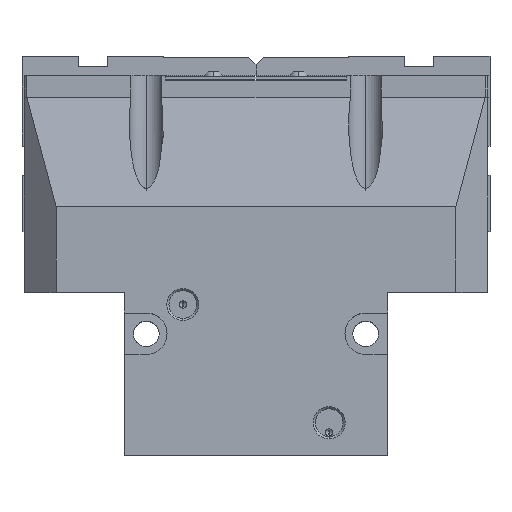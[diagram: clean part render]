
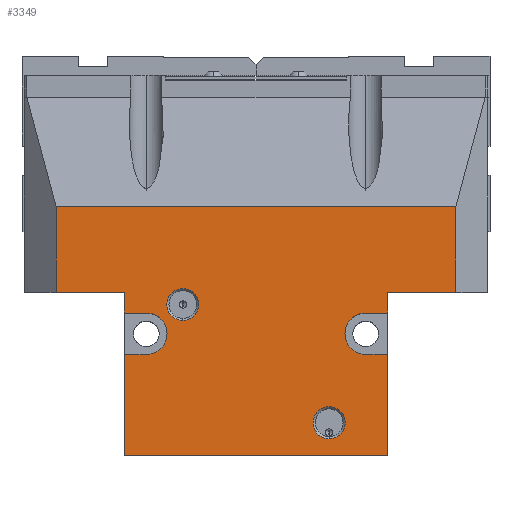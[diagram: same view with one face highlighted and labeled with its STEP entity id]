
A CAD part, top view. The second image highlights one B-rep face of the part: STEP entity #3349.
In plain terms, the highlighted planar face has unit normal (0, 0, 1).
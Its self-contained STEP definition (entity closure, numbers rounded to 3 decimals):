
#2113 = EDGE_CURVE( '', #4855, #2245, #5873, .T. );
#2123 = VERTEX_POINT( '', #5883 );
#2245 = VERTEX_POINT( '', #6024 );
#2397 = EDGE_CURVE( '', #2903, #3249, #6195, .T. );
#2425 = VERTEX_POINT( '', #6226 );
#2513 = VERTEX_POINT( '', #6318 );
#2537 = EDGE_CURVE( '', #2513, #5143, #6344, .T. );
#2753 = EDGE_CURVE( '', #3739, #3953, #6590, .T. );
#2903 = VERTEX_POINT( '', #6757 );
#2925 = VERTEX_POINT( '', #6781 );
#2935 = VERTEX_POINT( '', #6793 );
#3061 = EDGE_CURVE( '', #3639, #2123, #6935, .T. );
#3249 = VERTEX_POINT( '', #7148 );
#3329 = EDGE_CURVE( '', #4723, #2935, #7239, .T. );
#3349 = ADVANCED_FACE( '', ( #7261, #7262, #7263 ), #7264, .T. );
#3557 = EDGE_CURVE( '', #2425, #4693, #7493, .T. );
#3639 = VERTEX_POINT( '', #7582 );
#3739 = VERTEX_POINT( '', #7693 );
#3863 = EDGE_CURVE( '', #2123, #4855, #7829, .T. );
#3953 = VERTEX_POINT( '', #7922 );
#3963 = EDGE_CURVE( '', #4901, #4337, #7932, .T. );
#4079 = EDGE_CURVE( '', #4693, #2425, #8057, .T. );
#4091 = EDGE_CURVE( '', #3953, #4903, #8071, .T. );
#4163 = EDGE_CURVE( '', #2925, #4317, #8154, .T. );
#4221 = EDGE_CURVE( '', #5221, #4723, #8217, .T. );
#4317 = VERTEX_POINT( '', #8325 );
#4337 = VERTEX_POINT( '', #8348 );
#4343 = EDGE_CURVE( '', #2245, #2513, #8354, .T. );
#4349 = EDGE_CURVE( '', #4337, #2925, #8360, .T. );
#4693 = VERTEX_POINT( '', #8746 );
#4723 = VERTEX_POINT( '', #8778 );
#4855 = VERTEX_POINT( '', #8925 );
#4863 = EDGE_CURVE( '', #4901, #2935, #8933, .T. );
#4901 = VERTEX_POINT( '', #8973 );
#4903 = VERTEX_POINT( '', #8975 );
#4961 = EDGE_CURVE( '', #4903, #3639, #9039, .T. );
#5143 = VERTEX_POINT( '', #9242 );
#5221 = VERTEX_POINT( '', #9326 );
#5383 = EDGE_CURVE( '', #4317, #3739, #9506, .T. );
#5525 = EDGE_CURVE( '', #5143, #5221, #9661, .T. );
#5601 = EDGE_CURVE( '', #3249, #2903, #9745, .T. );
#5873 = LINE( '', #10098, #10099 );
#5883 = CARTESIAN_POINT( '', ( -82., 102.215, 42.5 ) );
#6024 = CARTESIAN_POINT( '', ( -54., 67., 42.5 ) );
#6195 = CIRCLE( '', #10711, 6.579 );
#6226 = CARTESIAN_POINT( '', ( -30., 68.579, 42.5 ) );
#6318 = CARTESIAN_POINT( '', ( -54., 58.5, 42.5 ) );
#6344 = LINE( '', #10930, #10931 );
#6590 = LINE( '', #11299, #11300 );
#6757 = CARTESIAN_POINT( '', ( 30., 20.079, 42.5 ) );
#6781 = CARTESIAN_POINT( '', ( 45., 41.5, 42.5 ) );
#6793 = CARTESIAN_POINT( '', ( -54., 0., 42.5 ) );
#6935 = LINE( '', #11789, #11790 );
#7148 = CARTESIAN_POINT( '', ( 30., 6.922, 42.5 ) );
#7239 = LINE( '', #12327, #12328 );
#7261 = FACE_BOUND( '', #12360, .T. );
#7262 = FACE_BOUND( '', #12361, .T. );
#7263 = FACE_OUTER_BOUND( '', #12362, .T. );
#7264 = PLANE( '', #12363 );
#7493 = CIRCLE( '', #12724, 6.578 );
#7582 = CARTESIAN_POINT( '', ( 82., 102.215, 42.5 ) );
#7693 = CARTESIAN_POINT( '', ( 54., 58.5, 42.5 ) );
#7829 = LINE( '', #13190, #13191 );
#7922 = CARTESIAN_POINT( '', ( 54., 67., 42.5 ) );
#7932 = LINE( '', #13392, #13393 );
#8057 = CIRCLE( '', #13588, 6.578 );
#8071 = LINE( '', #13605, #13606 );
#8154 = CIRCLE( '', #13753, 8.5 );
#8217 = LINE( '', #13873, #13874 );
#8325 = CARTESIAN_POINT( '', ( 45., 58.5, 42.5 ) );
#8348 = CARTESIAN_POINT( '', ( 54., 41.5, 42.5 ) );
#8354 = LINE( '', #14070, #14071 );
#8360 = LINE( '', #14082, #14083 );
#8746 = CARTESIAN_POINT( '', ( -30., 55.422, 42.5 ) );
#8778 = CARTESIAN_POINT( '', ( -54., 41.5, 42.5 ) );
#8925 = CARTESIAN_POINT( '', ( -82., 67., 42.5 ) );
#8933 = LINE( '', #14981, #14982 );
#8973 = CARTESIAN_POINT( '', ( 54., 0., 42.5 ) );
#8975 = CARTESIAN_POINT( '', ( 82., 67., 42.5 ) );
#9039 = LINE( '', #15133, #15134 );
#9242 = CARTESIAN_POINT( '', ( -45., 58.5, 42.5 ) );
#9326 = CARTESIAN_POINT( '', ( -45., 41.5, 42.5 ) );
#9506 = LINE( '', #15868, #15869 );
#9661 = CIRCLE( '', #16160, 8.5 );
#9745 = CIRCLE( '', #16307, 6.579 );
#10098 = CARTESIAN_POINT( '', ( 20.5, 67., 42.5 ) );
#10099 = VECTOR( '', #16627, 1. );
#10711 = AXIS2_PLACEMENT_3D( '', #16993, #16994, #16995 );
#10930 = CARTESIAN_POINT( '', ( 25., 58.5, 42.5 ) );
#10931 = VECTOR( '', #17127, 1. );
#11299 = CARTESIAN_POINT( '', ( 54., 84.608, 42.5 ) );
#11300 = VECTOR( '', #17455, 1. );
#11789 = CARTESIAN_POINT( '', ( 95., 102.215, 42.5 ) );
#11790 = VECTOR( '', #17859, 1. );
#12327 = CARTESIAN_POINT( '', ( -54., 51.108, 42.5 ) );
#12328 = VECTOR( '', #18232, 1. );
#12360 = EDGE_LOOP( '', ( #18255, #18256 ) );
#12361 = EDGE_LOOP( '', ( #18257, #18258 ) );
#12362 = EDGE_LOOP( '', ( #18259, #18260, #18261, #18262, #18263, #18264, #18265, #18266, #18267, #18268, #18269, #18270, #18271, #18272, #18273, #18274 ) );
#12363 = AXIS2_PLACEMENT_3D( '', #18275, #18276, #18277 );
#12724 = AXIS2_PLACEMENT_3D( '', #18525, #18526, #18527 );
#13190 = CARTESIAN_POINT( '', ( -82., 51.108, 42.5 ) );
#13191 = VECTOR( '', #18864, 1. );
#13392 = CARTESIAN_POINT( '', ( 54., 84.608, 42.5 ) );
#13393 = VECTOR( '', #18926, 1. );
#13588 = AXIS2_PLACEMENT_3D( '', #19046, #19047, #19048 );
#13605 = CARTESIAN_POINT( '', ( 95., 67., 42.5 ) );
#13606 = VECTOR( '', #19060, 1. );
#13753 = AXIS2_PLACEMENT_3D( '', #19165, #19166, #19167 );
#13873 = CARTESIAN_POINT( '', ( 12.5, 41.5, 42.5 ) );
#13874 = VECTOR( '', #19220, 1. );
#14070 = CARTESIAN_POINT( '', ( -54., 51.108, 42.5 ) );
#14071 = VECTOR( '', #19389, 1. );
#14082 = CARTESIAN_POINT( '', ( 70., 41.5, 42.5 ) );
#14083 = VECTOR( '', #19392, 1. );
#14981 = CARTESIAN_POINT( '', ( 95., 0., 42.5 ) );
#14982 = VECTOR( '', #20052, 1. );
#15133 = CARTESIAN_POINT( '', ( 82., 51.108, 42.5 ) );
#15134 = VECTOR( '', #20151, 1. );
#15868 = CARTESIAN_POINT( '', ( 82.5, 58.5, 42.5 ) );
#15869 = VECTOR( '', #20689, 1. );
#16160 = AXIS2_PLACEMENT_3D( '', #20853, #20854, #20855 );
#16307 = AXIS2_PLACEMENT_3D( '', #20943, #20944, #20945 );
#16627 = DIRECTION( '', ( 1., 0., 0. ) );
#16993 = CARTESIAN_POINT( '', ( 30., 13.5, 42.5 ) );
#16994 = DIRECTION( '', ( 0., 0., -1. ) );
#16995 = DIRECTION( '', ( 0., 1., 0. ) );
#17127 = DIRECTION( '', ( 1., 0., 0. ) );
#17455 = DIRECTION( '', ( 0., 1., 0. ) );
#17859 = DIRECTION( '', ( -1., 0., 0. ) );
#18232 = DIRECTION( '', ( 0., -1., 0. ) );
#18255 = ORIENTED_EDGE( '', *, *, #2397, .T. );
#18256 = ORIENTED_EDGE( '', *, *, #5601, .T. );
#18257 = ORIENTED_EDGE( '', *, *, #3557, .T. );
#18258 = ORIENTED_EDGE( '', *, *, #4079, .T. );
#18259 = ORIENTED_EDGE( '', *, *, #4349, .T. );
#18260 = ORIENTED_EDGE( '', *, *, #4163, .T. );
#18261 = ORIENTED_EDGE( '', *, *, #5383, .T. );
#18262 = ORIENTED_EDGE( '', *, *, #2753, .T. );
#18263 = ORIENTED_EDGE( '', *, *, #4091, .T. );
#18264 = ORIENTED_EDGE( '', *, *, #4961, .T. );
#18265 = ORIENTED_EDGE( '', *, *, #3061, .T. );
#18266 = ORIENTED_EDGE( '', *, *, #3863, .T. );
#18267 = ORIENTED_EDGE( '', *, *, #2113, .T. );
#18268 = ORIENTED_EDGE( '', *, *, #4343, .T. );
#18269 = ORIENTED_EDGE( '', *, *, #2537, .T. );
#18270 = ORIENTED_EDGE( '', *, *, #5525, .T. );
#18271 = ORIENTED_EDGE( '', *, *, #4221, .T. );
#18272 = ORIENTED_EDGE( '', *, *, #3329, .T. );
#18273 = ORIENTED_EDGE( '', *, *, #4863, .F. );
#18274 = ORIENTED_EDGE( '', *, *, #3963, .T. );
#18275 = CARTESIAN_POINT( '', ( 95., 102.215, 42.5 ) );
#18276 = DIRECTION( '', ( 0., 0., 1. ) );
#18277 = DIRECTION( '', ( 0., 1., 0. ) );
#18525 = CARTESIAN_POINT( '', ( -30., 62., 42.5 ) );
#18526 = DIRECTION( '', ( 0., 0., -1. ) );
#18527 = DIRECTION( '', ( 0., 1., 0. ) );
#18864 = DIRECTION( '', ( 0., -1., 0. ) );
#18926 = DIRECTION( '', ( 0., 1., 0. ) );
#19046 = CARTESIAN_POINT( '', ( -30., 62., 42.5 ) );
#19047 = DIRECTION( '', ( 0., 0., -1. ) );
#19048 = DIRECTION( '', ( 0., 1., 0. ) );
#19060 = DIRECTION( '', ( 1., 0., 0. ) );
#19165 = CARTESIAN_POINT( '', ( 45., 50., 42.5 ) );
#19166 = DIRECTION( '', ( 0., 0., -1. ) );
#19167 = DIRECTION( '', ( 0., 1., 0. ) );
#19220 = DIRECTION( '', ( -1., 0., 0. ) );
#19389 = DIRECTION( '', ( 0., -1., 0. ) );
#19392 = DIRECTION( '', ( -1., 0., 0. ) );
#20052 = DIRECTION( '', ( -1., 0., 0. ) );
#20151 = DIRECTION( '', ( 0., 1., 0. ) );
#20689 = DIRECTION( '', ( 1., 0., 0. ) );
#20853 = CARTESIAN_POINT( '', ( -45., 50., 42.5 ) );
#20854 = DIRECTION( '', ( 0., 0., -1. ) );
#20855 = DIRECTION( '', ( 0., -1., 0. ) );
#20943 = CARTESIAN_POINT( '', ( 30., 13.5, 42.5 ) );
#20944 = DIRECTION( '', ( 0., 0., -1. ) );
#20945 = DIRECTION( '', ( 0., 1., 0. ) );
